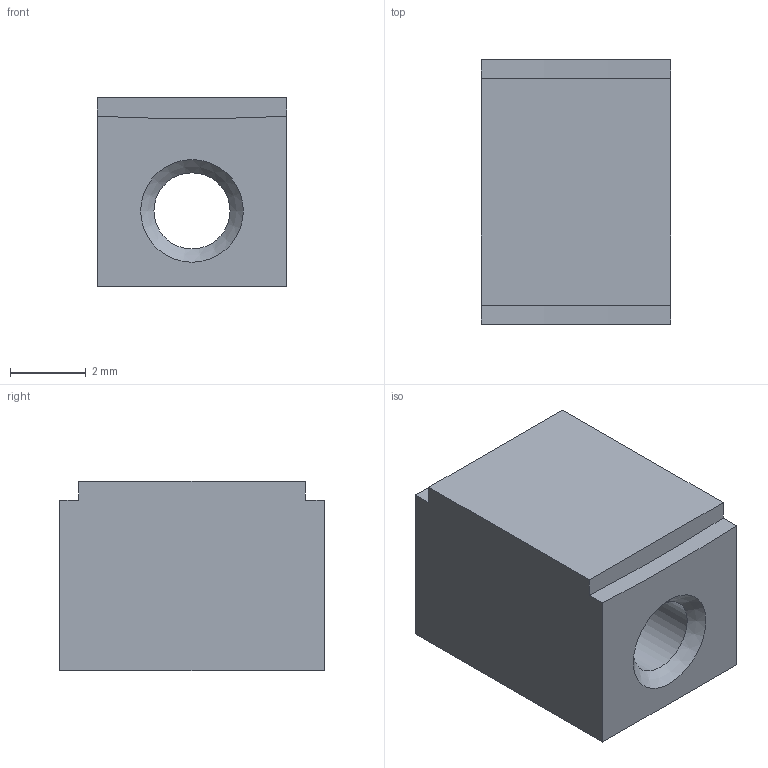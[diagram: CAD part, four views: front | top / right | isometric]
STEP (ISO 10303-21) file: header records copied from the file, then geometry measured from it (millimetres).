
FILE_DESCRIPTION(/* description */ ('Unknown'),/* implementation_level */ '2;1');
FILE_NAME(/* name */ 'MP_Wurth_WP-SMRA_74663025R',/* time_stamp */ '2026-01-21T10:26:36+08:00',/* author */ ('Unknown'),/* organization */ ('Unknown'),/* preprocessor_version */ 'ST-DEVELOPER v19.4',/* originating_system */ 'Solid Edge',/* authorisation */ 'Unknown');
FILE_SCHEMA (('AUTOMOTIVE_DESIGN {1 0 10303 214 3 1 1}'));
Length unit declared in the file: millimetre
Products named in the file (1): MP_Wurth_WP-SMRA_74663025R
Bounding box: 5 x 7 x 5 mm (x, y, z)
Volume: 149.2 mm3; surface area: 224.6 mm2
Topology: 1 solids, 1 shells, 13 faces, 34 edges, 23 vertices
Faces by surface type: plane 8, cylinder 3, cone 2
Full cylindrical faces by diameter (mm): 2.013 x1
Entity records: 481 total; most frequent: DIRECTION 64, CARTESIAN_POINT 62, ORIENTED_EDGE 56, EDGE_CURVE 28, AXIS2_PLACEMENT_3D 22, LINE 20, VECTOR 20, VERTEX_POINT 20
